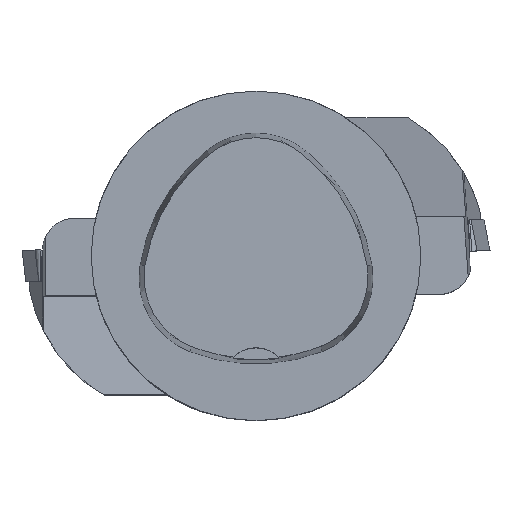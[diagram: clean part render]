
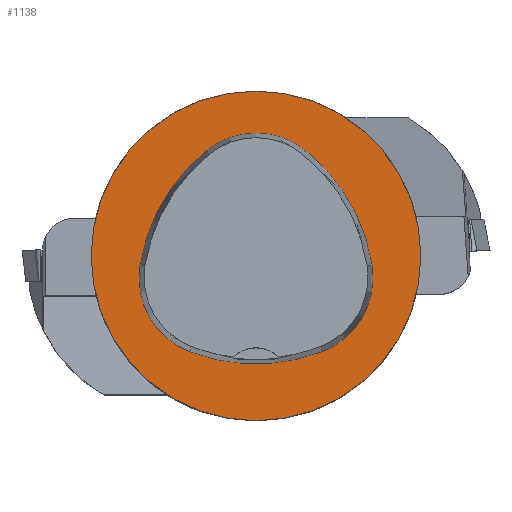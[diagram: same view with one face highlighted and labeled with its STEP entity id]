
A CAD part, top view. The second image highlights one B-rep face of the part: STEP entity #1138.
In plain terms, the highlighted planar face has unit normal (0, 0, 1).
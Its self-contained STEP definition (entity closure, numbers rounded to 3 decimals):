
#783=FACE_BOUND('',#1660,.T.);
#784=FACE_BOUND('',#1661,.T.);
#983=CIRCLE('',#4505,25.);
#984=CIRCLE('',#4511,28.);
#986=CIRCLE('',#4514,12.);
#988=CIRCLE('',#4517,28.);
#990=CIRCLE('',#4520,12.);
#994=CIRCLE('',#4525,28.);
#996=CIRCLE('',#4528,12.);
#1138=ADVANCED_FACE('',(#783,#784),#1293,.T.);
#1293=PLANE('',#4533);
#1660=EDGE_LOOP('',(#2413,#2414,#2415,#2416,#2417,#2418));
#1661=EDGE_LOOP('',(#2419));
#2413=ORIENTED_EDGE('',*,*,#3404,.T.);
#2414=ORIENTED_EDGE('',*,*,#3384,.T.);
#2415=ORIENTED_EDGE('',*,*,#3388,.T.);
#2416=ORIENTED_EDGE('',*,*,#3391,.T.);
#2417=ORIENTED_EDGE('',*,*,#3394,.T.);
#2418=ORIENTED_EDGE('',*,*,#3402,.T.);
#2419=ORIENTED_EDGE('',*,*,#3375,.F.);
#2955=VERTEX_POINT('',#6600);
#2964=VERTEX_POINT('',#6619);
#2965=VERTEX_POINT('',#6620);
#2968=VERTEX_POINT('',#6628);
#2970=VERTEX_POINT('',#6634);
#2972=VERTEX_POINT('',#6640);
#2979=VERTEX_POINT('',#6661);
#3375=EDGE_CURVE('',#2955,#2955,#983,.T.);
#3384=EDGE_CURVE('',#2964,#2965,#984,.T.);
#3388=EDGE_CURVE('',#2965,#2968,#986,.T.);
#3391=EDGE_CURVE('',#2968,#2970,#988,.T.);
#3394=EDGE_CURVE('',#2970,#2972,#990,.T.);
#3402=EDGE_CURVE('',#2972,#2979,#994,.T.);
#3404=EDGE_CURVE('',#2979,#2964,#996,.T.);
#4505=AXIS2_PLACEMENT_3D('',#6599,#5193,#5194);
#4511=AXIS2_PLACEMENT_3D('',#6618,#5209,#5210);
#4514=AXIS2_PLACEMENT_3D('',#6627,#5217,#5218);
#4517=AXIS2_PLACEMENT_3D('',#6633,#5224,#5225);
#4520=AXIS2_PLACEMENT_3D('',#6639,#5231,#5232);
#4525=AXIS2_PLACEMENT_3D('',#6662,#5243,#5244);
#4528=AXIS2_PLACEMENT_3D('',#6665,#5249,#5250);
#4533=AXIS2_PLACEMENT_3D('',#6670,#5259,#5260);
#5193=DIRECTION('',(0.,0.,-1.));
#5194=DIRECTION('',(-1.,0.,0.));
#5209=DIRECTION('',(0.,0.,-1.));
#5210=DIRECTION('',(-1.,0.,0.));
#5217=DIRECTION('',(0.,0.,-1.));
#5218=DIRECTION('',(-1.,0.,0.));
#5224=DIRECTION('',(0.,0.,-1.));
#5225=DIRECTION('',(-1.,0.,0.));
#5231=DIRECTION('',(0.,0.,-1.));
#5232=DIRECTION('',(-1.,0.,0.));
#5243=DIRECTION('',(0.,0.,-1.));
#5244=DIRECTION('',(-1.,0.,0.));
#5249=DIRECTION('',(0.,0.,-1.));
#5250=DIRECTION('',(-1.,0.,0.));
#5259=DIRECTION('',(0.,0.,1.));
#5260=DIRECTION('',(1.,0.,0.));
#6599=CARTESIAN_POINT('',(0.,0.,0.));
#6600=CARTESIAN_POINT('',(-25.,0.,0.));
#6618=CARTESIAN_POINT('',(10.068,-5.824,0.));
#6619=CARTESIAN_POINT('',(-17.584,-1.424,0.));
#6620=CARTESIAN_POINT('',(-7.531,15.953,0.));
#6627=CARTESIAN_POINT('',(0.011,6.62,0.));
#6628=CARTESIAN_POINT('',(7.567,15.942,0.));
#6633=CARTESIAN_POINT('',(-10.063,-5.81,0.));
#6634=CARTESIAN_POINT('',(17.59,-1.418,0.));
#6639=CARTESIAN_POINT('',(5.739,-3.3,0.));
#6640=CARTESIAN_POINT('',(10.05,-14.499,0.));
#6661=CARTESIAN_POINT('',(-10.025,-14.516,0.));
#6662=CARTESIAN_POINT('',(-0.01,11.631,0.));
#6665=CARTESIAN_POINT('',(-5.733,-3.31,0.));
#6670=CARTESIAN_POINT('',(0.,0.,0.));
